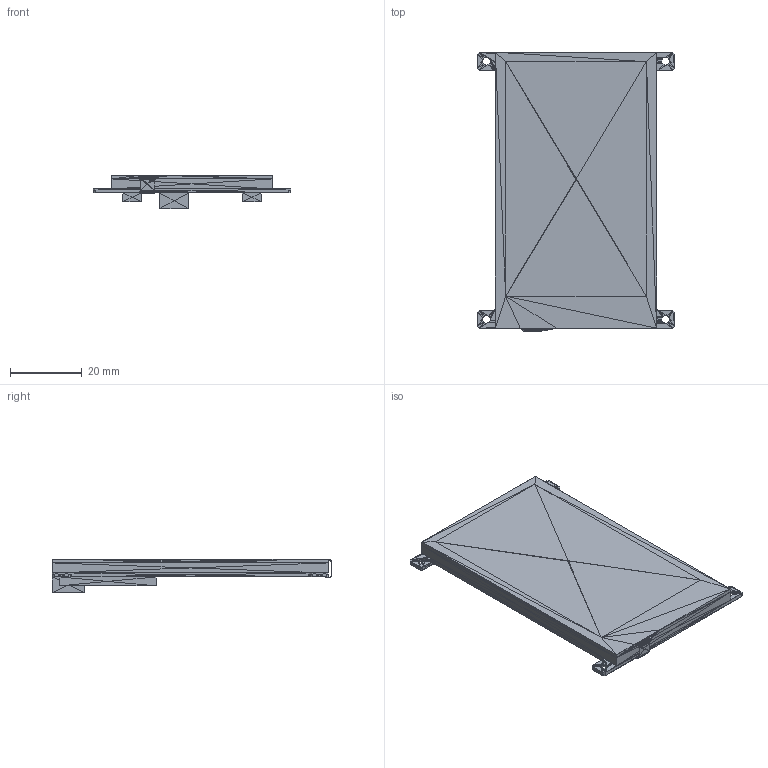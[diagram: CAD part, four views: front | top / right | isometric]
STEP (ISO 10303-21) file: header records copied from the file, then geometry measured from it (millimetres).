
FILE_DESCRIPTION((''),'2;1');
FILE_NAME('Open CASCADE Shape Model','2024-02-14T14:30:28',('LJ'),(''), 'Open CASCADE STEP processor 7.6','InStep V2.3','Unknown');
FILE_SCHEMA(('AUTOMOTIVE_DESIGN_CC2 { 1 2 10303 214 -1 1 5 4 }'));
Length unit declared in the file: millimetre
Products named in the file (12): 2440_stl; SOLID; SHELL
Assembly tree (11 placements, depth 2):
  2440_stl
    SOLID
    SOLID
    SOLID
    SHELL
    SHELL
    SHELL
    SHELL
    SHELL
    SHELL
    SHELL
    SHELL
Bounding box: 55 x 78 x 9.3 mm (x, y, z)
Volume: 18063.1 mm3; surface area: 22839.8 mm2
Topology: 3 solids, 11 shells, 1066 faces, 1611 edges, 551 vertices
Faces by surface type: plane 1066
Entity records: 21152 total; most frequent: DIRECTION 3767, CARTESIAN_POINT 3240, ORIENTED_EDGE 3198, EDGE_CURVE 1611, LINE 1611, VECTOR 1611, AXIS2_PLACEMENT_3D 1078, ADVANCED_FACE 1066
